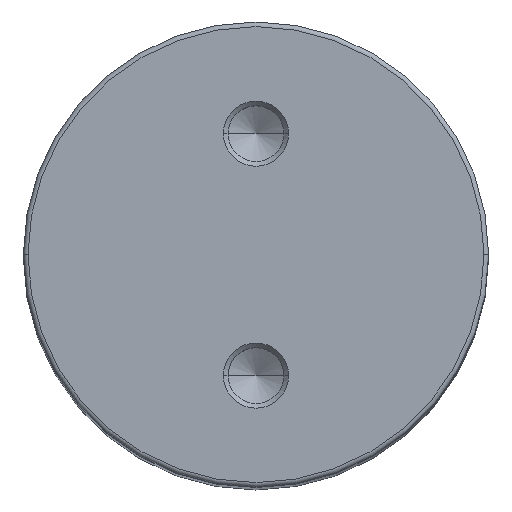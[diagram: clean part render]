
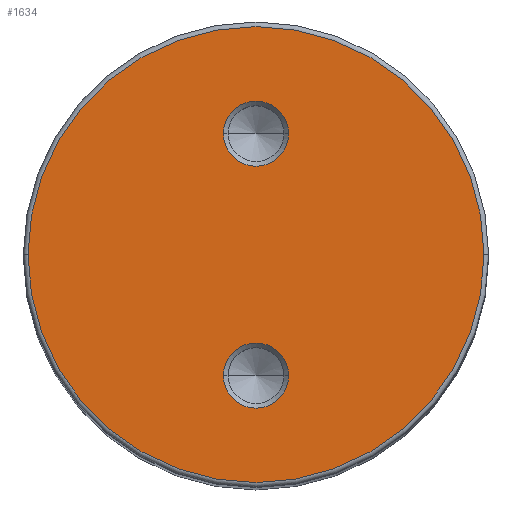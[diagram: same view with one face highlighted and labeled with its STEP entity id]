
A CAD part, top view. The second image highlights one B-rep face of the part: STEP entity #1634.
In plain terms, the highlighted planar face has unit normal (0, 0, 1).
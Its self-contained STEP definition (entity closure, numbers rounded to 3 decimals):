
#4 = CARTESIAN_POINT ( 'NONE',  ( -24.5, 0., 0. ) ) ;
#17 = CARTESIAN_POINT ( 'NONE',  ( -3.5, -13., 0. ) ) ;
#20 = CARTESIAN_POINT ( 'NONE',  ( -3.5, 13., 0. ) ) ;
#32 = CARTESIAN_POINT ( 'NONE',  ( 3.5, -13., 0. ) ) ;
#41 = CARTESIAN_POINT ( 'NONE',  ( 3.5, 13., 0. ) ) ;
#226 = DIRECTION ( 'NONE',  ( 0., 0., -1. ) ) ;
#227 = FACE_BOUND ( 'NONE', #994, .T. ) ;
#229 = CARTESIAN_POINT ( 'NONE',  ( 0., 0., 0. ) ) ;
#231 = FACE_OUTER_BOUND ( 'NONE', #733, .T. ) ;
#232 = FACE_BOUND ( 'NONE', #990, .T. ) ;
#233 = PLANE ( 'NONE',  #1378 ) ;
#235 = DIRECTION ( 'NONE',  ( -1., 0., 0. ) ) ;
#392 = CARTESIAN_POINT ( 'NONE',  ( 0., -13., 0. ) ) ;
#393 = DIRECTION ( 'NONE',  ( 0., 0., -1. ) ) ;
#394 = DIRECTION ( 'NONE',  ( 1., 0., 0. ) ) ;
#425 = CARTESIAN_POINT ( 'NONE',  ( 0., 13., 0. ) ) ;
#426 = DIRECTION ( 'NONE',  ( 0., 0., 1. ) ) ;
#427 = DIRECTION ( 'NONE',  ( 1., 0., 0. ) ) ;
#595 = DIRECTION ( 'NONE',  ( 1., 0., 0. ) ) ;
#600 = DIRECTION ( 'NONE',  ( 0., 0., 1. ) ) ;
#603 = CARTESIAN_POINT ( 'NONE',  ( 24.5, 0., 0. ) ) ;
#604 = CARTESIAN_POINT ( 'NONE',  ( 0., 13., 0. ) ) ;
#605 = DIRECTION ( 'NONE',  ( 1., 0., 0. ) ) ;
#606 = DIRECTION ( 'NONE',  ( 0., 0., -1. ) ) ;
#607 = CARTESIAN_POINT ( 'NONE',  ( 0., -13., 0. ) ) ;
#609 = DIRECTION ( 'NONE',  ( 1., 0., 0. ) ) ;
#610 = DIRECTION ( 'NONE',  ( 0., 0., 1. ) ) ;
#611 = CARTESIAN_POINT ( 'NONE',  ( 0., 0., 0. ) ) ;
#617 = EDGE_CURVE ( 'NONE', #1098, #1169, #1334, .T. ) ;
#619 = EDGE_CURVE ( 'NONE', #1298, #1254, #1331, .T. ) ;
#620 = EDGE_CURVE ( 'NONE', #1169, #1098, #1329, .T. ) ;
#621 = EDGE_CURVE ( 'NONE', #1253, #1289, #1323, .T. ) ;
#715 = DIRECTION ( 'NONE',  ( 1., 0., 0. ) ) ;
#716 = DIRECTION ( 'NONE',  ( 0., 0., 1. ) ) ;
#717 = CARTESIAN_POINT ( 'NONE',  ( 0., 0., 0. ) ) ;
#733 = EDGE_LOOP ( 'NONE', ( #1193, #1186 ) ) ;
#990 = EDGE_LOOP ( 'NONE', ( #1260, #1125 ) ) ;
#994 = EDGE_LOOP ( 'NONE', ( #1141, #1190 ) ) ;
#1098 = VERTEX_POINT ( 'NONE', #603 ) ;
#1125 = ORIENTED_EDGE ( 'NONE', *, *, #621, .T. ) ;
#1141 = ORIENTED_EDGE ( 'NONE', *, *, #619, .F. ) ;
#1169 = VERTEX_POINT ( 'NONE', #4 ) ;
#1186 = ORIENTED_EDGE ( 'NONE', *, *, #620, .T. ) ;
#1190 = ORIENTED_EDGE ( 'NONE', *, *, #1684, .F. ) ;
#1193 = ORIENTED_EDGE ( 'NONE', *, *, #617, .T. ) ;
#1253 = VERTEX_POINT ( 'NONE', #17 ) ;
#1254 = VERTEX_POINT ( 'NONE', #20 ) ;
#1260 = ORIENTED_EDGE ( 'NONE', *, *, #1674, .T. ) ;
#1289 = VERTEX_POINT ( 'NONE', #32 ) ;
#1298 = VERTEX_POINT ( 'NONE', #41 ) ;
#1322 = AXIS2_PLACEMENT_3D ( 'NONE', #607, #606, #605 ) ;
#1323 = CIRCLE ( 'NONE', #1322, 3.5 ) ;
#1324 = AXIS2_PLACEMENT_3D ( 'NONE', #611, #610, #609 ) ;
#1325 = AXIS2_PLACEMENT_3D ( 'NONE', #604, #600, #595 ) ;
#1327 = AXIS2_PLACEMENT_3D ( 'NONE', #717, #716, #715 ) ;
#1329 = CIRCLE ( 'NONE', #1324, 24.5 ) ;
#1331 = CIRCLE ( 'NONE', #1325, 3.5 ) ;
#1334 = CIRCLE ( 'NONE', #1327, 24.5 ) ;
#1378 = AXIS2_PLACEMENT_3D ( 'NONE', #229, #226, #235 ) ;
#1392 = CIRCLE ( 'NONE', #1505, 3.5 ) ;
#1505 = AXIS2_PLACEMENT_3D ( 'NONE', #425, #426, #427 ) ;
#1526 = CIRCLE ( 'NONE', #1543, 3.5 ) ;
#1543 = AXIS2_PLACEMENT_3D ( 'NONE', #392, #393, #394 ) ;
#1634 = ADVANCED_FACE ( 'NONE', ( #227, #231, #232 ), #233, .F. ) ;
#1674 = EDGE_CURVE ( 'NONE', #1289, #1253, #1526, .T. ) ;
#1684 = EDGE_CURVE ( 'NONE', #1254, #1298, #1392, .T. ) ;
